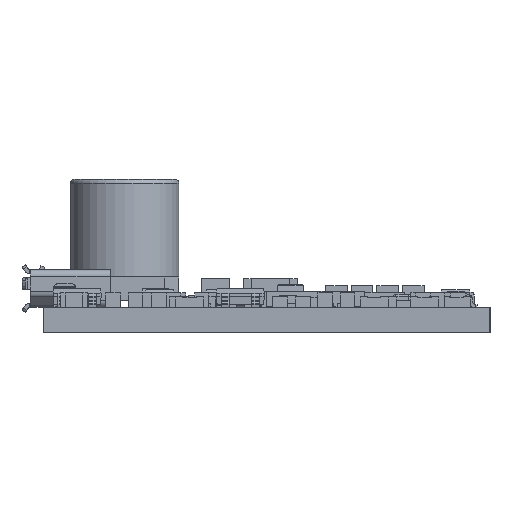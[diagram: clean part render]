
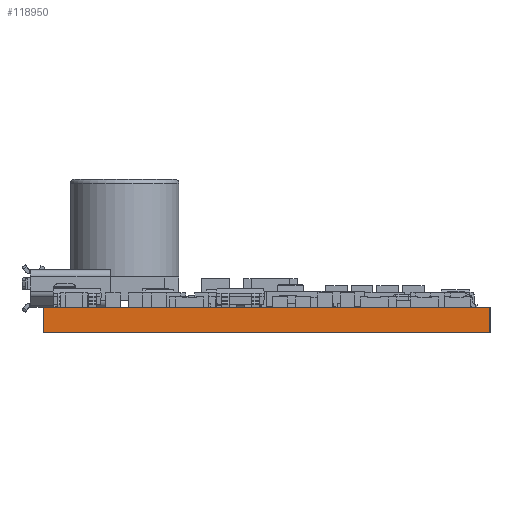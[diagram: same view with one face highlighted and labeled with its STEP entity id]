
A CAD part, left-side view. The second image highlights one B-rep face of the part: STEP entity #118950.
In plain terms, the highlighted planar face has unit normal (-1, 0, 0).
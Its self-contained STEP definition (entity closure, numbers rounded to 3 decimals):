
#2578 = ORIENTED_EDGE ( 'NONE', *, *, #36486, .T. ) ;
#4686 = VECTOR ( 'NONE', #23875, 1000. ) ;
#14935 = CARTESIAN_POINT ( 'NONE',  ( 0., 0., 0. ) ) ;
#23875 = DIRECTION ( 'NONE',  ( 0., 0., -1. ) ) ;
#26593 = DIRECTION ( 'NONE',  ( 0., -1., 0. ) ) ;
#29145 = CARTESIAN_POINT ( 'NONE',  ( 0., 27.94, 0. ) ) ;
#31207 = CARTESIAN_POINT ( 'NONE',  ( 0., 27.94, 0. ) ) ;
#36486 = EDGE_CURVE ( 'NONE', #72666, #45789, #61432, .T. ) ;
#38124 = CARTESIAN_POINT ( 'NONE',  ( 0., 27.94, 1.575 ) ) ;
#41327 = DIRECTION ( 'NONE',  ( 0., -1., 0. ) ) ;
#45789 = VERTEX_POINT ( 'NONE', #31207 ) ;
#47053 = VERTEX_POINT ( 'NONE', #51501 ) ;
#48532 = CARTESIAN_POINT ( 'NONE',  ( 0., 27.94, 1.575 ) ) ;
#51501 = CARTESIAN_POINT ( 'NONE',  ( 0., 0., 1.575 ) ) ;
#61432 = LINE ( 'NONE', #128152, #4686 ) ;
#70674 = ORIENTED_EDGE ( 'NONE', *, *, #75053, .T. ) ;
#72666 = VERTEX_POINT ( 'NONE', #119874 ) ;
#72764 = DIRECTION ( 'NONE',  ( 1., 0., 0. ) ) ;
#73275 = DIRECTION ( 'NONE',  ( 0., 0., -1. ) ) ;
#74196 = ORIENTED_EDGE ( 'NONE', *, *, #133016, .F. ) ;
#75053 = EDGE_CURVE ( 'NONE', #45789, #151701, #138294, .T. ) ;
#77749 = ORIENTED_EDGE ( 'NONE', *, *, #114867, .F. ) ;
#79244 = LINE ( 'NONE', #89046, #150681 ) ;
#81540 = EDGE_LOOP ( 'NONE', ( #70674, #74196, #77749, #2578 ) ) ;
#85428 = VECTOR ( 'NONE', #26593, 1000. ) ;
#85968 = FACE_OUTER_BOUND ( 'NONE', #81540, .T. ) ;
#86034 = PLANE ( 'NONE',  #115105 ) ;
#89046 = CARTESIAN_POINT ( 'NONE',  ( 0., 0., 1.575 ) ) ;
#94967 = DIRECTION ( 'NONE',  ( 0., 0., -1. ) ) ;
#105600 = LINE ( 'NONE', #48532, #85428 ) ;
#110742 = VECTOR ( 'NONE', #41327, 1000. ) ;
#114867 = EDGE_CURVE ( 'NONE', #72666, #47053, #105600, .T. ) ;
#115105 = AXIS2_PLACEMENT_3D ( 'NONE', #38124, #72764, #73275 ) ;
#118950 = ADVANCED_FACE ( 'NONE', ( #85968 ), #86034, .F. ) ;
#119874 = CARTESIAN_POINT ( 'NONE',  ( 0., 27.94, 1.575 ) ) ;
#128152 = CARTESIAN_POINT ( 'NONE',  ( 0., 27.94, 1.575 ) ) ;
#133016 = EDGE_CURVE ( 'NONE', #47053, #151701, #79244, .T. ) ;
#138294 = LINE ( 'NONE', #29145, #110742 ) ;
#150681 = VECTOR ( 'NONE', #94967, 1000. ) ;
#151701 = VERTEX_POINT ( 'NONE', #14935 ) ;
